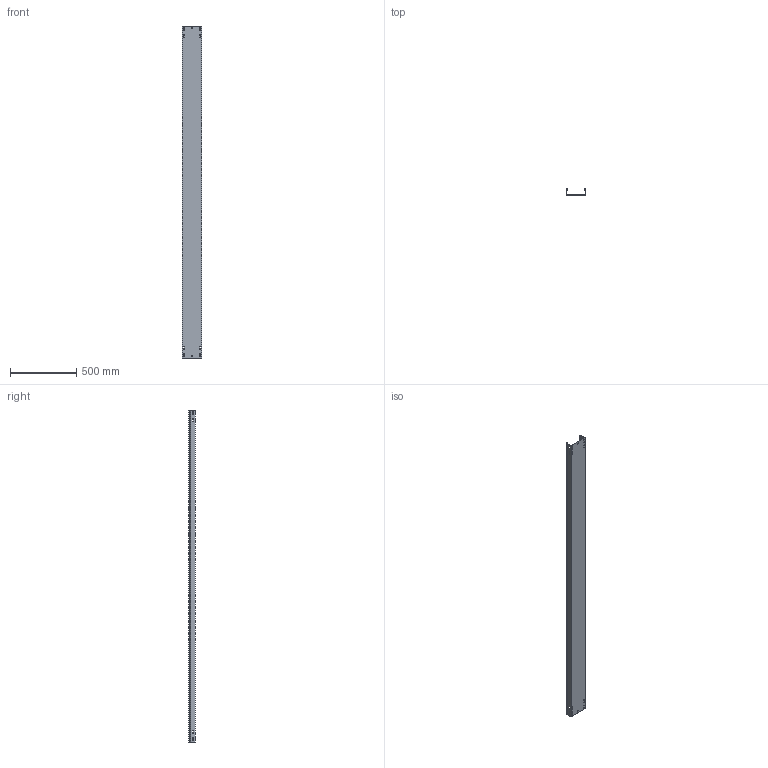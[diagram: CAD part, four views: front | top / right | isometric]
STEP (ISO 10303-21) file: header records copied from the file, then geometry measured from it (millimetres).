
FILE_DESCRIPTION (( 'STEP AP203' ), '1' );
FILE_NAME ('CLN10-050-150-150-D25 Ëîòîê íåïåðôîðèðîâàííûé ESCA 50õ150õ2500-1,5 IEK.STEP', '2021-10-04T09:53:19', ( '' ), ( '' ), 'SwSTEP 2.0', 'SolidWorks 2017', '' );
FILE_SCHEMA (( 'CONFIG_CONTROL_DESIGN' ));
Length unit declared in the file: millimetre
Products named in the file (1): CLN10-050-150-150-D25 Ëîòîê íåïåðôîðèðîâàííûé ESCA 50õ150õ2500-1,5 IEK
Bounding box: 150 x 49.97 x 2500 mm (x, y, z)
Volume: 1175088.2 mm3; surface area: 1299220.7 mm2
Topology: 1 solids, 1 shells, 132 faces, 390 edges, 260 vertices
Faces by surface type: plane 76, cylinder 56
Entity records: 4575 total; most frequent: CARTESIAN_POINT 783, ORIENTED_EDGE 780, DIRECTION 768, EDGE_CURVE 390, LINE 278, VECTOR 278, VERTEX_POINT 260, AXIS2_PLACEMENT_3D 245
